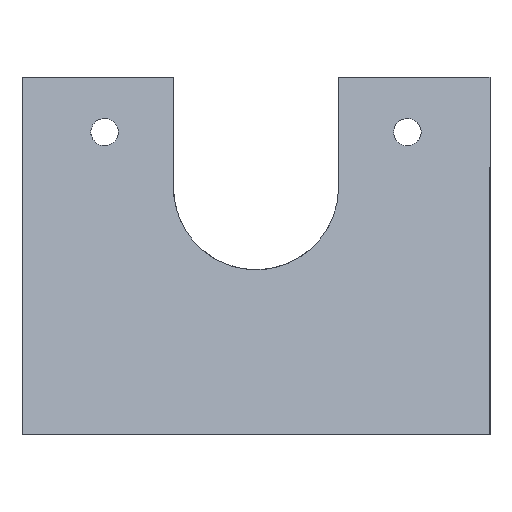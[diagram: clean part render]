
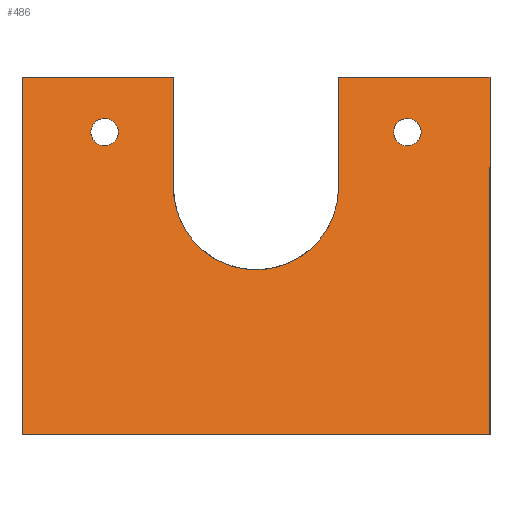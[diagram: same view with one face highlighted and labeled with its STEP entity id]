
A CAD part, left-side view. The second image highlights one B-rep face of the part: STEP entity #486.
In plain terms, the highlighted planar face has unit normal (-0.966, 0, 0.259).
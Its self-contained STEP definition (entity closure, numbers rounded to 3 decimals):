
#15=ELLIPSE('',#517,2.588,2.5);
#16=ELLIPSE('',#524,2.588,2.5);
#17=ELLIPSE('',#538,15.529,15.);
#32=FACE_BOUND('',#204,.T.);
#33=FACE_BOUND('',#205,.T.);
#52=LINE('',#745,#92);
#57=LINE('',#770,#97);
#61=LINE('',#831,#101);
#79=LINE('',#899,#119);
#84=LINE('',#913,#124);
#88=LINE('',#919,#128);
#89=LINE('',#921,#129);
#92=VECTOR('',#551,10.);
#97=VECTOR('',#560,10.);
#101=VECTOR('',#568,10.);
#119=VECTOR('',#644,10.);
#124=VECTOR('',#657,10.);
#128=VECTOR('',#663,10.);
#129=VECTOR('',#666,10.);
#145=PLANE('',#543);
#171=FACE_OUTER_BOUND('',#203,.T.);
#203=EDGE_LOOP('',(#432,#433,#434,#435,#436,#437,#438,#439));
#204=EDGE_LOOP('',(#440));
#205=EDGE_LOOP('',(#441));
#222=VERTEX_POINT('',#742);
#223=VERTEX_POINT('',#744);
#228=VERTEX_POINT('',#768);
#234=VERTEX_POINT('',#829);
#242=VERTEX_POINT('',#853);
#246=VERTEX_POINT('',#866);
#254=VERTEX_POINT('',#897);
#255=VERTEX_POINT('',#898);
#258=VERTEX_POINT('',#906);
#260=VERTEX_POINT('',#912);
#267=EDGE_CURVE('',#222,#223,#52,.T.);
#274=EDGE_CURVE('',#228,#222,#57,.T.);
#282=EDGE_CURVE('',#234,#228,#61,.T.);
#294=EDGE_CURVE('',#242,#242,#15,.T.);
#300=EDGE_CURVE('',#246,#246,#16,.T.);
#314=EDGE_CURVE('',#254,#255,#79,.T.);
#318=EDGE_CURVE('',#255,#258,#17,.T.);
#321=EDGE_CURVE('',#258,#260,#84,.T.);
#325=EDGE_CURVE('',#260,#223,#88,.T.);
#326=EDGE_CURVE('',#234,#254,#89,.T.);
#432=ORIENTED_EDGE('',*,*,#314,.T.);
#433=ORIENTED_EDGE('',*,*,#318,.T.);
#434=ORIENTED_EDGE('',*,*,#321,.T.);
#435=ORIENTED_EDGE('',*,*,#325,.T.);
#436=ORIENTED_EDGE('',*,*,#267,.F.);
#437=ORIENTED_EDGE('',*,*,#274,.F.);
#438=ORIENTED_EDGE('',*,*,#282,.F.);
#439=ORIENTED_EDGE('',*,*,#326,.T.);
#440=ORIENTED_EDGE('',*,*,#294,.T.);
#441=ORIENTED_EDGE('',*,*,#300,.T.);
#486=ADVANCED_FACE('',(#171,#32,#33),#145,.T.);
#517=AXIS2_PLACEMENT_3D('',#855,#593,#594);
#524=AXIS2_PLACEMENT_3D('',#868,#609,#610);
#538=AXIS2_PLACEMENT_3D('',#907,#650,#651);
#543=AXIS2_PLACEMENT_3D('',#923,#668,#669);
#551=DIRECTION('',(0.259,0.,0.966));
#560=DIRECTION('',(0.,1.,0.));
#568=DIRECTION('',(-0.259,0.,-0.966));
#593=DIRECTION('center_axis',(0.966,0.,-0.259));
#594=DIRECTION('ref_axis',(-0.259,0.,-0.966));
#609=DIRECTION('center_axis',(0.966,0.,-0.259));
#610=DIRECTION('ref_axis',(-0.259,0.,-0.966));
#644=DIRECTION('',(-0.259,0.,-0.966));
#650=DIRECTION('center_axis',(0.966,0.,-0.259));
#651=DIRECTION('ref_axis',(0.259,0.,0.966));
#657=DIRECTION('',(0.259,0.,0.966));
#663=DIRECTION('',(0.,1.,0.));
#666=DIRECTION('',(0.,1.,0.));
#668=DIRECTION('center_axis',(-0.966,0.,0.259));
#669=DIRECTION('ref_axis',(0.259,0.,0.966));
#742=CARTESIAN_POINT('',(-67.5,42.5,-6.));
#744=CARTESIAN_POINT('',(-50.083,42.5,59.));
#745=CARTESIAN_POINT('',(-61.049,42.5,18.075));
#768=CARTESIAN_POINT('',(-67.5,-42.5,-6.));
#770=CARTESIAN_POINT('',(-67.5,-42.5,-6.));
#829=CARTESIAN_POINT('',(-50.083,-42.5,59.));
#831=CARTESIAN_POINT('',(-65.142,-42.5,2.799));
#853=CARTESIAN_POINT('',(-52.763,-30.,49.));
#855=CARTESIAN_POINT('Origin',(-52.763,-27.5,49.));
#866=CARTESIAN_POINT('',(-52.763,25.,49.));
#868=CARTESIAN_POINT('Origin',(-52.763,27.5,49.));
#897=CARTESIAN_POINT('',(-50.083,-15.,59.));
#898=CARTESIAN_POINT('',(-55.442,-15.,39.));
#899=CARTESIAN_POINT('',(-59.43,-15.,24.118));
#906=CARTESIAN_POINT('',(-55.442,15.,39.));
#907=CARTESIAN_POINT('Origin',(-55.442,0.,39.));
#912=CARTESIAN_POINT('',(-50.083,15.,59.));
#913=CARTESIAN_POINT('',(-56.93,15.,33.448));
#919=CARTESIAN_POINT('',(-50.083,-42.5,59.));
#921=CARTESIAN_POINT('',(-50.083,-42.5,59.));
#923=CARTESIAN_POINT('Origin',(-64.285,-42.5,6.));
